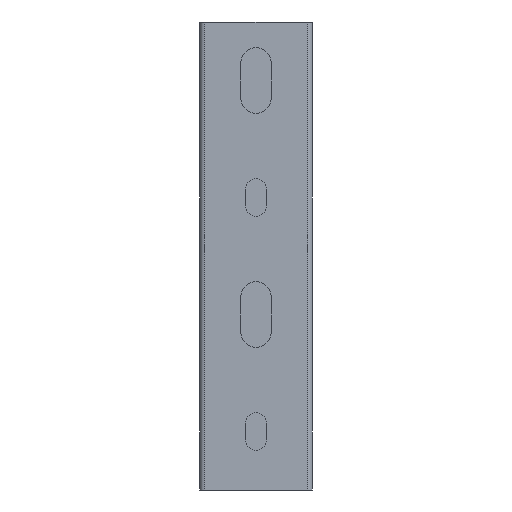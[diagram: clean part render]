
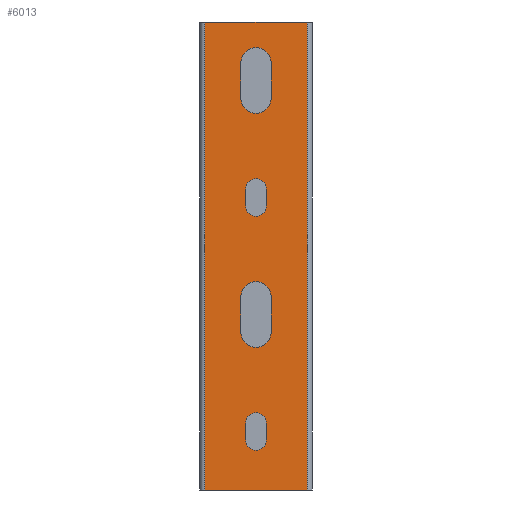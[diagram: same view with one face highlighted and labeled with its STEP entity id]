
A CAD part, front view. The second image highlights one B-rep face of the part: STEP entity #6013.
In plain terms, the highlighted planar face has unit normal (0, -1, 0).
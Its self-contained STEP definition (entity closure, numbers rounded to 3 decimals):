
#1690=DIRECTION('',(1.,0.,0.));
#1691=VECTOR('',#1690,22.);
#1692=CARTESIAN_POINT('',(-11.,0.,100.));
#1693=LINE('',#1692,#1691);
#1694=DIRECTION('',(0.,0.,1.));
#1695=VECTOR('',#1694,100.);
#1696=CARTESIAN_POINT('',(11.,0.,0.));
#1697=LINE('',#1696,#1695);
#1698=DIRECTION('',(-1.,0.,0.));
#1699=VECTOR('',#1698,22.);
#1700=CARTESIAN_POINT('',(11.,0.,0.));
#1701=LINE('',#1700,#1699);
#1702=DIRECTION('',(0.,0.,1.));
#1703=VECTOR('',#1702,100.);
#1704=CARTESIAN_POINT('',(-11.,0.,0.));
#1705=LINE('',#1704,#1703);
#1706=CARTESIAN_POINT('',(0.,0.,91.25));
#1707=DIRECTION('',(0.,1.,0.));
#1708=DIRECTION('',(-1.,0.,0.));
#1709=AXIS2_PLACEMENT_3D('',#1706,#1707,#1708);
#1711=DIRECTION('',(0.,0.,1.));
#1712=VECTOR('',#1711,7.5);
#1713=CARTESIAN_POINT('',(-3.25,0.,83.75));
#1714=LINE('',#1713,#1712);
#1715=CARTESIAN_POINT('',(0.,0.,83.75));
#1716=DIRECTION('',(0.,1.,0.));
#1717=DIRECTION('',(1.,0.,0.));
#1718=AXIS2_PLACEMENT_3D('',#1715,#1716,#1717);
#1720=DIRECTION('',(0.,0.,-1.));
#1721=VECTOR('',#1720,7.5);
#1722=CARTESIAN_POINT('',(3.25,0.,91.25));
#1723=LINE('',#1722,#1721);
#1724=CARTESIAN_POINT('',(0.,0.,64.25));
#1725=DIRECTION('',(0.,1.,0.));
#1726=DIRECTION('',(-1.,0.,0.));
#1727=AXIS2_PLACEMENT_3D('',#1724,#1725,#1726);
#1729=DIRECTION('',(0.,0.,1.));
#1730=VECTOR('',#1729,3.5);
#1731=CARTESIAN_POINT('',(-2.25,0.,60.75));
#1732=LINE('',#1731,#1730);
#1733=CARTESIAN_POINT('',(0.,0.,60.75));
#1734=DIRECTION('',(0.,1.,0.));
#1735=DIRECTION('',(1.,0.,0.));
#1736=AXIS2_PLACEMENT_3D('',#1733,#1734,#1735);
#1738=DIRECTION('',(0.,0.,-1.));
#1739=VECTOR('',#1738,3.5);
#1740=CARTESIAN_POINT('',(2.25,0.,64.25));
#1741=LINE('',#1740,#1739);
#1742=CARTESIAN_POINT('',(0.,0.,41.25));
#1743=DIRECTION('',(0.,1.,0.));
#1744=DIRECTION('',(-1.,0.,0.));
#1745=AXIS2_PLACEMENT_3D('',#1742,#1743,#1744);
#1747=DIRECTION('',(0.,0.,1.));
#1748=VECTOR('',#1747,7.5);
#1749=CARTESIAN_POINT('',(-3.25,0.,33.75));
#1750=LINE('',#1749,#1748);
#1751=CARTESIAN_POINT('',(0.,0.,33.75));
#1752=DIRECTION('',(0.,1.,0.));
#1753=DIRECTION('',(1.,0.,0.));
#1754=AXIS2_PLACEMENT_3D('',#1751,#1752,#1753);
#1756=DIRECTION('',(0.,0.,-1.));
#1757=VECTOR('',#1756,7.5);
#1758=CARTESIAN_POINT('',(3.25,0.,41.25));
#1759=LINE('',#1758,#1757);
#1760=CARTESIAN_POINT('',(0.,0.,14.25));
#1761=DIRECTION('',(0.,1.,0.));
#1762=DIRECTION('',(-1.,0.,0.));
#1763=AXIS2_PLACEMENT_3D('',#1760,#1761,#1762);
#1765=DIRECTION('',(0.,0.,1.));
#1766=VECTOR('',#1765,3.5);
#1767=CARTESIAN_POINT('',(-2.25,0.,10.75));
#1768=LINE('',#1767,#1766);
#1769=CARTESIAN_POINT('',(0.,0.,10.75));
#1770=DIRECTION('',(0.,1.,0.));
#1771=DIRECTION('',(1.,0.,0.));
#1772=AXIS2_PLACEMENT_3D('',#1769,#1770,#1771);
#1774=DIRECTION('',(0.,0.,-1.));
#1775=VECTOR('',#1774,3.5);
#1776=CARTESIAN_POINT('',(2.25,0.,14.25));
#1777=LINE('',#1776,#1775);
#2691=CARTESIAN_POINT('',(-11.,0.,0.));
#2693=VERTEX_POINT('',#2691);
#2701=CARTESIAN_POINT('',(-11.,0.,100.));
#2703=VERTEX_POINT('',#2701);
#2711=CARTESIAN_POINT('',(11.,0.,0.));
#2713=VERTEX_POINT('',#2711);
#2721=CARTESIAN_POINT('',(11.,0.,100.));
#2723=VERTEX_POINT('',#2721);
#2730=CARTESIAN_POINT('',(-3.25,0.,91.25));
#2731=CARTESIAN_POINT('',(3.25,0.,91.25));
#2732=VERTEX_POINT('',#2730);
#2733=VERTEX_POINT('',#2731);
#2734=CARTESIAN_POINT('',(3.25,0.,83.75));
#2735=VERTEX_POINT('',#2734);
#2736=CARTESIAN_POINT('',(-3.25,0.,83.75));
#2737=VERTEX_POINT('',#2736);
#2738=CARTESIAN_POINT('',(-2.25,0.,64.25));
#2739=CARTESIAN_POINT('',(2.25,0.,64.25));
#2740=VERTEX_POINT('',#2738);
#2741=VERTEX_POINT('',#2739);
#2742=CARTESIAN_POINT('',(2.25,0.,60.75));
#2743=VERTEX_POINT('',#2742);
#2744=CARTESIAN_POINT('',(-2.25,0.,60.75));
#2745=VERTEX_POINT('',#2744);
#2762=CARTESIAN_POINT('',(-3.25,0.,41.25));
#2763=CARTESIAN_POINT('',(3.25,0.,41.25));
#2764=VERTEX_POINT('',#2762);
#2765=VERTEX_POINT('',#2763);
#2766=CARTESIAN_POINT('',(3.25,0.,33.75));
#2767=VERTEX_POINT('',#2766);
#2768=CARTESIAN_POINT('',(-3.25,0.,33.75));
#2769=VERTEX_POINT('',#2768);
#2770=CARTESIAN_POINT('',(-2.25,0.,14.25));
#2771=CARTESIAN_POINT('',(2.25,0.,14.25));
#2772=VERTEX_POINT('',#2770);
#2773=VERTEX_POINT('',#2771);
#2774=CARTESIAN_POINT('',(2.25,0.,10.75));
#2775=VERTEX_POINT('',#2774);
#2776=CARTESIAN_POINT('',(-2.25,0.,10.75));
#2777=VERTEX_POINT('',#2776);
#5960=CARTESIAN_POINT('',(-11.,0.,0.));
#5961=DIRECTION('',(0.,-1.,0.));
#5962=DIRECTION('',(1.,0.,0.));
#5963=AXIS2_PLACEMENT_3D('',#5960,#5961,#5962);
#5964=PLANE('',#5963);
#5966=ORIENTED_EDGE('',*,*,#5965,.T.);
#5967=ORIENTED_EDGE('',*,*,#5952,.F.);
#5968=ORIENTED_EDGE('',*,*,#3525,.T.);
#5970=ORIENTED_EDGE('',*,*,#5969,.T.);
#5971=EDGE_LOOP('',(#5966,#5967,#5968,#5970));
#5972=FACE_OUTER_BOUND('',#5971,.F.);
#5974=ORIENTED_EDGE('',*,*,#5973,.F.);
#5976=ORIENTED_EDGE('',*,*,#5975,.F.);
#5978=ORIENTED_EDGE('',*,*,#5977,.F.);
#5980=ORIENTED_EDGE('',*,*,#5979,.F.);
#5981=EDGE_LOOP('',(#5974,#5976,#5978,#5980));
#5982=FACE_BOUND('',#5981,.F.);
#5984=ORIENTED_EDGE('',*,*,#5983,.F.);
#5986=ORIENTED_EDGE('',*,*,#5985,.F.);
#5988=ORIENTED_EDGE('',*,*,#5987,.F.);
#5990=ORIENTED_EDGE('',*,*,#5989,.F.);
#5991=EDGE_LOOP('',(#5984,#5986,#5988,#5990));
#5992=FACE_BOUND('',#5991,.F.);
#5994=ORIENTED_EDGE('',*,*,#5993,.F.);
#5996=ORIENTED_EDGE('',*,*,#5995,.F.);
#5998=ORIENTED_EDGE('',*,*,#5997,.F.);
#6000=ORIENTED_EDGE('',*,*,#5999,.F.);
#6001=EDGE_LOOP('',(#5994,#5996,#5998,#6000));
#6002=FACE_BOUND('',#6001,.F.);
#6004=ORIENTED_EDGE('',*,*,#6003,.F.);
#6006=ORIENTED_EDGE('',*,*,#6005,.F.);
#6008=ORIENTED_EDGE('',*,*,#6007,.F.);
#6010=ORIENTED_EDGE('',*,*,#6009,.F.);
#6011=EDGE_LOOP('',(#6004,#6006,#6008,#6010));
#6012=FACE_BOUND('',#6011,.F.);
#1710=CIRCLE('',#1709,3.25);
#1719=CIRCLE('',#1718,3.25);
#1728=CIRCLE('',#1727,2.25);
#1737=CIRCLE('',#1736,2.25);
#1746=CIRCLE('',#1745,3.25);
#1755=CIRCLE('',#1754,3.25);
#1764=CIRCLE('',#1763,2.25);
#1773=CIRCLE('',#1772,2.25);
#3525=EDGE_CURVE('',#2713,#2693,#1701,.T.);
#5952=EDGE_CURVE('',#2713,#2723,#1697,.T.);
#5965=EDGE_CURVE('',#2703,#2723,#1693,.T.);
#5969=EDGE_CURVE('',#2693,#2703,#1705,.T.);
#5973=EDGE_CURVE('',#2732,#2733,#1710,.T.);
#5975=EDGE_CURVE('',#2737,#2732,#1714,.T.);
#5977=EDGE_CURVE('',#2735,#2737,#1719,.T.);
#5979=EDGE_CURVE('',#2733,#2735,#1723,.T.);
#5983=EDGE_CURVE('',#2740,#2741,#1728,.T.);
#5985=EDGE_CURVE('',#2745,#2740,#1732,.T.);
#5987=EDGE_CURVE('',#2743,#2745,#1737,.T.);
#5989=EDGE_CURVE('',#2741,#2743,#1741,.T.);
#5993=EDGE_CURVE('',#2764,#2765,#1746,.T.);
#5995=EDGE_CURVE('',#2769,#2764,#1750,.T.);
#5997=EDGE_CURVE('',#2767,#2769,#1755,.T.);
#5999=EDGE_CURVE('',#2765,#2767,#1759,.T.);
#6003=EDGE_CURVE('',#2772,#2773,#1764,.T.);
#6005=EDGE_CURVE('',#2777,#2772,#1768,.T.);
#6007=EDGE_CURVE('',#2775,#2777,#1773,.T.);
#6009=EDGE_CURVE('',#2773,#2775,#1777,.T.);
#6013=ADVANCED_FACE('',(#5972,#5982,#5992,#6002,#6012),#5964,.T.);
